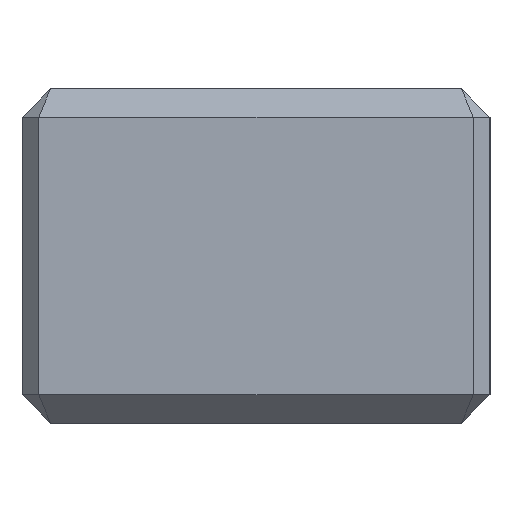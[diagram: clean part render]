
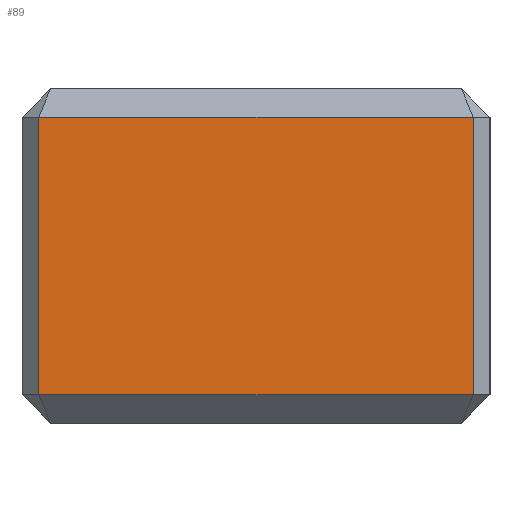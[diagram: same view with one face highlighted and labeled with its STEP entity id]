
A CAD part, left-side view. The second image highlights one B-rep face of the part: STEP entity #89.
In plain terms, the highlighted planar face has unit normal (-1, 0, 0).
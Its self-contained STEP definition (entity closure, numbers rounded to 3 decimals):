
#89 = ADVANCED_FACE( '', ( #137 ), #138, .F. );
#137 = FACE_OUTER_BOUND( '', #207, .T. );
#138 = PLANE( '', #208 );
#207 = EDGE_LOOP( '', ( #351, #352, #353, #354 ) );
#208 = AXIS2_PLACEMENT_3D( '', #355, #356, #357 );
#351 = ORIENTED_EDGE( '', *, *, #511, .T. );
#352 = ORIENTED_EDGE( '', *, *, #512, .T. );
#353 = ORIENTED_EDGE( '', *, *, #513, .T. );
#354 = ORIENTED_EDGE( '', *, *, #495, .T. );
#355 = CARTESIAN_POINT( '', ( -11., 7., 10. ) );
#356 = DIRECTION( '', ( 1., 0., 0. ) );
#357 = DIRECTION( '', ( 0., 0., -1. ) );
#495 = EDGE_CURVE( '', #578, #576, #579, .T. );
#511 = EDGE_CURVE( '', #576, #599, #601, .T. );
#512 = EDGE_CURVE( '', #599, #602, #603, .T. );
#513 = EDGE_CURVE( '', #602, #578, #604, .T. );
#576 = VERTEX_POINT( '', #697 );
#578 = VERTEX_POINT( '', #700 );
#579 = LINE( '', #701, #702 );
#599 = VERTEX_POINT( '', #736 );
#601 = LINE( '', #739, #740 );
#602 = VERTEX_POINT( '', #741 );
#603 = LINE( '', #742, #743 );
#604 = LINE( '', #744, #745 );
#697 = CARTESIAN_POINT( '', ( -11., 6.5, 9.15 ) );
#700 = CARTESIAN_POINT( '', ( -11., -6.5, 9.15 ) );
#701 = CARTESIAN_POINT( '', ( -11., 6.5, 9.15 ) );
#702 = VECTOR( '', #832, 1000. );
#736 = CARTESIAN_POINT( '', ( -11., 6.5, 0.85 ) );
#739 = CARTESIAN_POINT( '', ( -11., 6.5, 10. ) );
#740 = VECTOR( '', #848, 1000. );
#741 = CARTESIAN_POINT( '', ( -11., -6.5, 0.85 ) );
#742 = CARTESIAN_POINT( '', ( -11., 7., 0.85 ) );
#743 = VECTOR( '', #849, 1000. );
#744 = CARTESIAN_POINT( '', ( -11., -6.5, 10. ) );
#745 = VECTOR( '', #850, 1000. );
#832 = DIRECTION( '', ( 0., 1., 0. ) );
#848 = DIRECTION( '', ( 0., 0., -1. ) );
#849 = DIRECTION( '', ( 0., -1., 0. ) );
#850 = DIRECTION( '', ( 0., 0., 1. ) );
